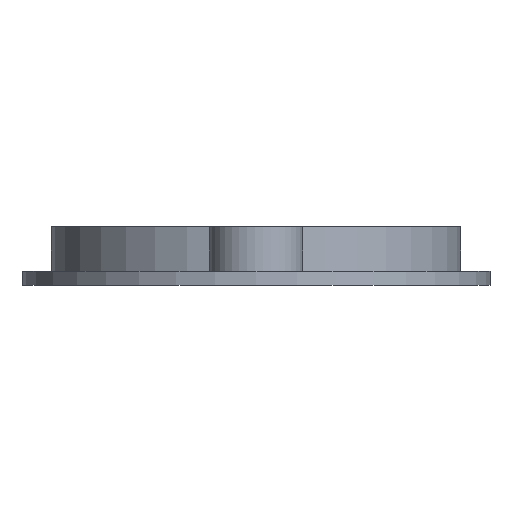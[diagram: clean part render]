
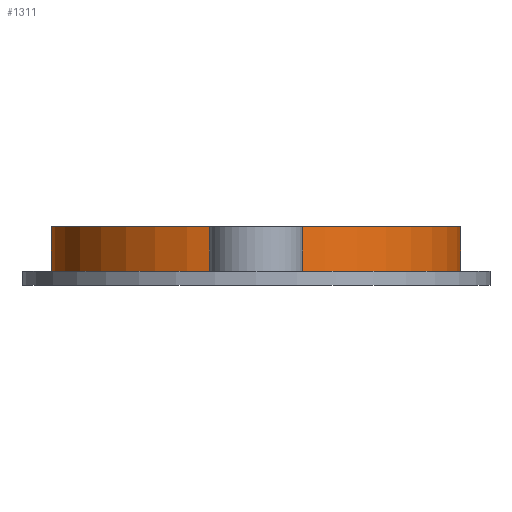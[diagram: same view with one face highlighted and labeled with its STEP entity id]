
A CAD part, front view. The second image highlights one B-rep face of the part: STEP entity #1311.
In plain terms, the highlighted cylindrical face has radius 87.5 mm (diameter 175 mm), a partial arc.
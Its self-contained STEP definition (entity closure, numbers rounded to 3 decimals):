
#1270=CARTESIAN_POINT('',(0.,500.0,1.0));
#1271=DIRECTION('',(0.,0.,1.0));
#1272=DIRECTION('',(-0.213,0.977,0.));
#1273=AXIS2_PLACEMENT_3D('',#1270,#1271,#1272);
#1274=CYLINDRICAL_SURFACE('',#1273,87.5);
#1275=CARTESIAN_POINT('',(-18.601,585.5,1.));
#1276=VERTEX_POINT('',#1275);
#1277=CARTESIAN_POINT('',(18.601,585.5,1.));
#1278=VERTEX_POINT('',#1277);
#1279=CARTESIAN_POINT('',(0.,500.0,1.0));
#1280=DIRECTION('',(0.,0.,1.0));
#1281=DIRECTION('',(-0.213,0.977,0.));
#1282=AXIS2_PLACEMENT_3D('',#1279,#1280,#1281);
#1283=CIRCLE('',#1282,87.5);
#1284=EDGE_CURVE('',#1276,#1278,#1283,.T.);
#1285=ORIENTED_EDGE('',*,*,#1284,.T.);
#1286=CARTESIAN_POINT('',(18.601,585.5,20.));
#1287=VERTEX_POINT('',#1286);
#1288=CARTESIAN_POINT('',(18.601,585.5,1.));
#1289=DIRECTION('',(0.0,0.0,1.0));
#1290=VECTOR('',#1289,19.0);
#1291=LINE('',#1288,#1290);
#1292=EDGE_CURVE('',#1278,#1287,#1291,.T.);
#1293=ORIENTED_EDGE('',*,*,#1292,.T.);
#1294=CARTESIAN_POINT('',(-18.601,585.5,20.));
#1295=VERTEX_POINT('',#1294);
#1296=CARTESIAN_POINT('',(0.,500.0,20.0));
#1297=DIRECTION('',(0.,0.,1.0));
#1298=DIRECTION('',(-0.213,0.977,0.));
#1299=AXIS2_PLACEMENT_3D('',#1296,#1297,#1298);
#1300=CIRCLE('',#1299,87.5);
#1301=EDGE_CURVE('',#1295,#1287,#1300,.T.);
#1302=ORIENTED_EDGE('',*,*,#1301,.F.);
#1303=CARTESIAN_POINT('',(-18.601,585.5,1.));
#1304=DIRECTION('',(0.0,0.0,1.0));
#1305=VECTOR('',#1304,19.0);
#1306=LINE('',#1303,#1305);
#1307=EDGE_CURVE('',#1276,#1295,#1306,.T.);
#1308=ORIENTED_EDGE('',*,*,#1307,.F.);
#1309=EDGE_LOOP('',(#1285,#1293,#1302,#1308));
#1310=FACE_OUTER_BOUND('',#1309,.T.);
#1311=ADVANCED_FACE('',(#1310),#1274,.T.);
